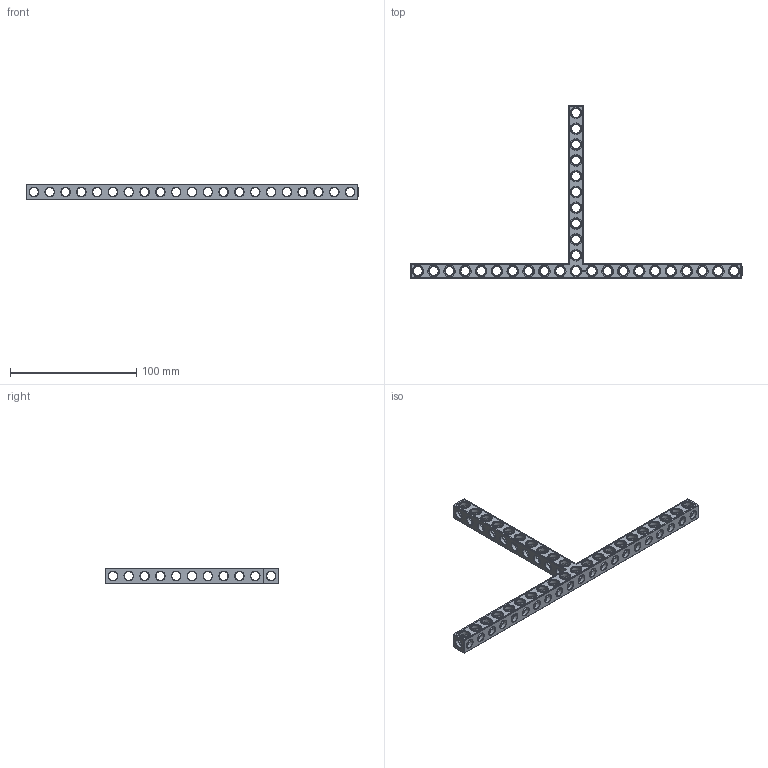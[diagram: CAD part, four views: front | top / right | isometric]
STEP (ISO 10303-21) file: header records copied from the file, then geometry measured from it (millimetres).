
FILE_DESCRIPTION(('FreeCAD Model'),'2;1');
FILE_NAME('Open CASCADE Shape Model','2022-01-29T22:49:28',( 'Paulo Kiefe'),('STEMFIE.org'),'Open CASCADE STEP processor 7.4', 'FreeCAD','Unknown');
FILE_SCHEMA(('AUTOMOTIVE_DESIGN { 1 0 10303 214 1 1 1 1 }'));
Products named in the file (1): Beam_TSH_SYM_ESS_BU21x11x01_-_SPN-BEM-1180_(stemfie.org)
Bounding box: 262.5 x 137.5 x 12.5 mm (x, y, z)
Volume: 30286.1 mm3; surface area: 27106.6 mm2
Topology: 1 solids, 1 shells, 871 faces, 2685 edges, 1759 vertices
Faces by surface type: plane 412, cylinder 189, extrusion 142, cone 128
Full cylindrical faces by diameter (mm): 6.98 x22, 7 x136, 9.2 x31
Entity records: 111524 total; most frequent: CARTESIAN_POINT 61678, DIRECTION 8017, ORIENTED_EDGE 5370, PCURVE 5370, DEFINITIONAL_REPRESENTATION 5370, VECTOR 5076, LINE 4934, EDGE_CURVE 2685
